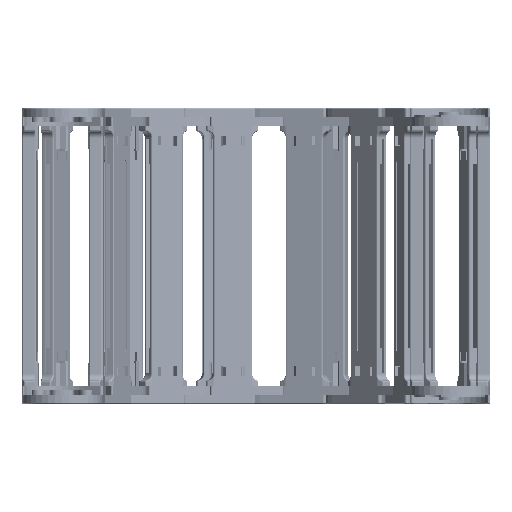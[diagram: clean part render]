
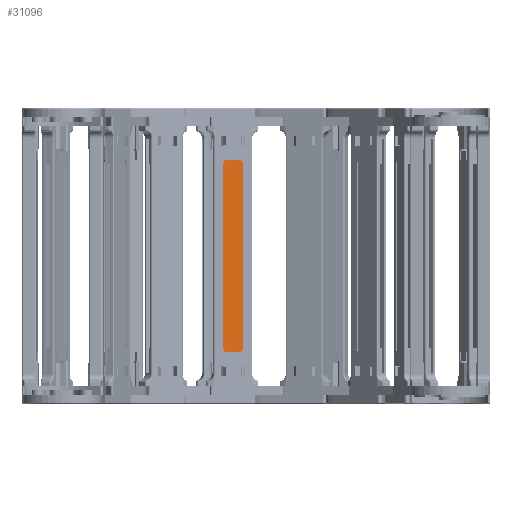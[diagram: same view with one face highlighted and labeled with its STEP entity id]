
A CAD part, left-side view. The second image highlights one B-rep face of the part: STEP entity #31096.
In plain terms, the highlighted face is planar.
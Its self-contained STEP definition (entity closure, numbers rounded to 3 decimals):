
#1289 = CIRCLE ( 'NONE', #30636, 2.515 ) ;
#1531 = VERTEX_POINT ( 'NONE', #28685 ) ;
#1738 = DIRECTION ( 'NONE',  ( 0., 0., 1. ) ) ;
#2486 = DIRECTION ( 'NONE',  ( 0., 0., 1. ) ) ;
#4550 = FACE_OUTER_BOUND ( 'NONE', #15710, .T. ) ;
#4726 = CARTESIAN_POINT ( 'NONE',  ( -66.655, 30.497, -148.324 ) ) ;
#4816 = CARTESIAN_POINT ( 'NONE',  ( -66.655, 30.497, -2.151 ) ) ;
#5043 = CARTESIAN_POINT ( 'NONE',  ( -79.23, 30.497, -145.789 ) ) ;
#5242 = VERTEX_POINT ( 'NONE', #18892 ) ;
#5277 = DIRECTION ( 'NONE',  ( 0., 0., -1. ) ) ;
#6960 = CARTESIAN_POINT ( 'NONE',  ( -66.655, 30.497, -145.809 ) ) ;
#7013 = CARTESIAN_POINT ( 'NONE',  ( -64.14, 30.497, -145.809 ) ) ;
#8414 = CIRCLE ( 'NONE', #24679, 2.515 ) ;
#8428 = DIRECTION ( 'NONE',  ( -1., 0., 0. ) ) ;
#9184 = CARTESIAN_POINT ( 'NONE',  ( -79.23, 30.497, -2.151 ) ) ;
#9975 = EDGE_CURVE ( 'NONE', #11005, #23459, #1289, .T. ) ;
#10104 = AXIS2_PLACEMENT_3D ( 'NONE', #20289, #30902, #23046 ) ;
#10427 = LINE ( 'NONE', #29960, #15947 ) ;
#10455 = CARTESIAN_POINT ( 'NONE',  ( -66.655, 30.497, 0.364 ) ) ;
#11005 = VERTEX_POINT ( 'NONE', #4726 ) ;
#12944 = CARTESIAN_POINT ( 'NONE',  ( -76.715, 30.497, -148.324 ) ) ;
#13358 = DIRECTION ( 'NONE',  ( 0., -1., 0. ) ) ;
#14081 = LINE ( 'NONE', #26513, #27708 ) ;
#14414 = ORIENTED_EDGE ( 'NONE', *, *, #30207, .F. ) ;
#14715 = EDGE_CURVE ( 'NONE', #18943, #1531, #28425, .T. ) ;
#14800 = ORIENTED_EDGE ( 'NONE', *, *, #14866, .F. ) ;
#14866 = EDGE_CURVE ( 'NONE', #1531, #15278, #19056, .T. ) ;
#15061 = ORIENTED_EDGE ( 'NONE', *, *, #14715, .F. ) ;
#15278 = VERTEX_POINT ( 'NONE', #18957 ) ;
#15710 = EDGE_LOOP ( 'NONE', ( #15061, #14414, #27802, #24801, #34597, #32557, #28212, #14800 ) ) ;
#15947 = VECTOR ( 'NONE', #8428, 1000. ) ;
#16191 = EDGE_CURVE ( 'NONE', #15278, #11005, #30006, .T. ) ;
#16397 = VECTOR ( 'NONE', #26638, 1000. ) ;
#18635 = CIRCLE ( 'NONE', #28329, 2.515 ) ;
#18892 = CARTESIAN_POINT ( 'NONE',  ( -64.14, 30.497, -2.151 ) ) ;
#18943 = VERTEX_POINT ( 'NONE', #9184 ) ;
#18957 = CARTESIAN_POINT ( 'NONE',  ( -76.715, 30.497, -148.324 ) ) ;
#19056 = CIRCLE ( 'NONE', #10104, 2.515 ) ;
#20289 = CARTESIAN_POINT ( 'NONE',  ( -76.715, 30.497, -145.809 ) ) ;
#20853 = DIRECTION ( 'NONE',  ( 0., -1., 0. ) ) ;
#21313 = DIRECTION ( 'NONE',  ( 0., 0., -1. ) ) ;
#21613 = PLANE ( 'NONE',  #31766 ) ;
#21841 = CARTESIAN_POINT ( 'NONE',  ( -76.715, 30.497, -145.789 ) ) ;
#22637 = VERTEX_POINT ( 'NONE', #23335 ) ;
#23046 = DIRECTION ( 'NONE',  ( 0., 0., 1. ) ) ;
#23335 = CARTESIAN_POINT ( 'NONE',  ( -76.715, 30.497, 0.364 ) ) ;
#23459 = VERTEX_POINT ( 'NONE', #7013 ) ;
#24079 = CARTESIAN_POINT ( 'NONE',  ( -76.715, 30.497, -2.151 ) ) ;
#24679 = AXIS2_PLACEMENT_3D ( 'NONE', #24079, #13358, #32171 ) ;
#24801 = ORIENTED_EDGE ( 'NONE', *, *, #30179, .F. ) ;
#26513 = CARTESIAN_POINT ( 'NONE',  ( -64.14, 30.497, -145.789 ) ) ;
#26638 = DIRECTION ( 'NONE',  ( 1., 0., 0. ) ) ;
#27708 = VECTOR ( 'NONE', #29022, 1000. ) ;
#27802 = ORIENTED_EDGE ( 'NONE', *, *, #33010, .F. ) ;
#28212 = ORIENTED_EDGE ( 'NONE', *, *, #16191, .F. ) ;
#28329 = AXIS2_PLACEMENT_3D ( 'NONE', #4816, #20853, #1738 ) ;
#28425 = LINE ( 'NONE', #5043, #29274 ) ;
#28633 = EDGE_CURVE ( 'NONE', #23459, #5242, #14081, .T. ) ;
#28685 = CARTESIAN_POINT ( 'NONE',  ( -79.23, 30.497, -145.809 ) ) ;
#29022 = DIRECTION ( 'NONE',  ( 0., 0., 1. ) ) ;
#29274 = VECTOR ( 'NONE', #5277, 1000. ) ;
#29541 = DIRECTION ( 'NONE',  ( 0., -1., 0. ) ) ;
#29960 = CARTESIAN_POINT ( 'NONE',  ( -76.715, 30.497, 0.364 ) ) ;
#30006 = LINE ( 'NONE', #12944, #16397 ) ;
#30179 = EDGE_CURVE ( 'NONE', #5242, #31021, #18635, .T. ) ;
#30207 = EDGE_CURVE ( 'NONE', #22637, #18943, #8414, .T. ) ;
#30636 = AXIS2_PLACEMENT_3D ( 'NONE', #6960, #29541, #21313 ) ;
#30902 = DIRECTION ( 'NONE',  ( 0., -1., 0. ) ) ;
#31021 = VERTEX_POINT ( 'NONE', #10455 ) ;
#31096 = ADVANCED_FACE ( 'NONE', ( #4550 ), #21613, .F. ) ;
#31766 = AXIS2_PLACEMENT_3D ( 'NONE', #21841, #32345, #2486 ) ;
#32171 = DIRECTION ( 'NONE',  ( 0., 0., 1. ) ) ;
#32345 = DIRECTION ( 'NONE',  ( 0., -1., 0. ) ) ;
#32557 = ORIENTED_EDGE ( 'NONE', *, *, #9975, .F. ) ;
#33010 = EDGE_CURVE ( 'NONE', #31021, #22637, #10427, .T. ) ;
#34597 = ORIENTED_EDGE ( 'NONE', *, *, #28633, .F. ) ;
